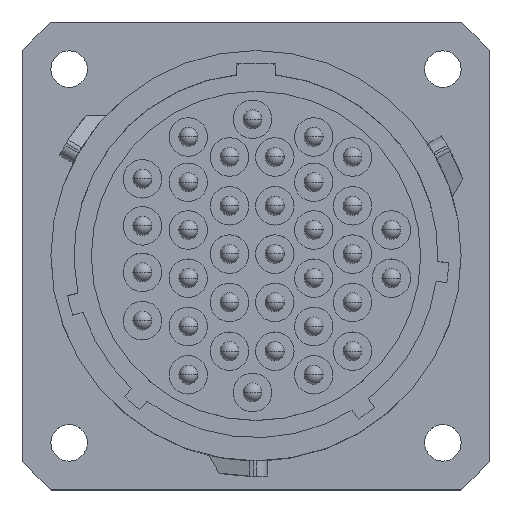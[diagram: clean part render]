
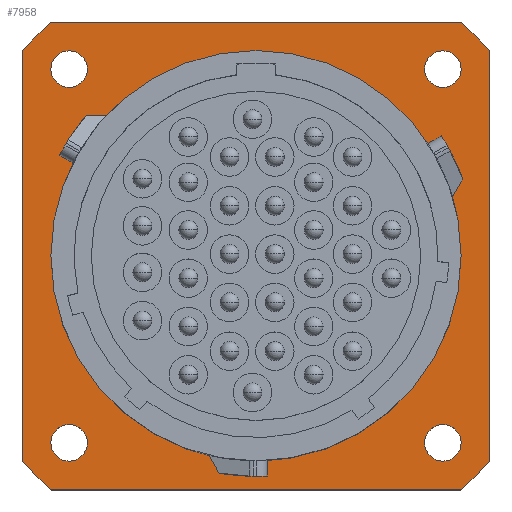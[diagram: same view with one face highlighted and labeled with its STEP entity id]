
A CAD part, top view. The second image highlights one B-rep face of the part: STEP entity #7958.
In plain terms, the highlighted planar face has unit normal (0, 0, 1).
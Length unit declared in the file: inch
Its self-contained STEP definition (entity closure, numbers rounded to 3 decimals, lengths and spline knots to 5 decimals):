
#186=CARTESIAN_POINT('',(0.,0.,0.));
#187=DIRECTION('',(0.,0.,-1.));
#188=DIRECTION('',(1.,0.,0.));
#189=AXIS2_PLACEMENT_3D('',#186,#187,#188);
#234=CARTESIAN_POINT('',(0.,0.,0.));
#235=DIRECTION('',(0.,0.,1.));
#236=DIRECTION('',(1.,0.,0.));
#237=AXIS2_PLACEMENT_3D('',#234,#235,#236);
#309=DIRECTION('',(1.,0.,0.));
#310=VECTOR('',#309,1.36943);
#311=CARTESIAN_POINT('',(-0.68471,0.78248,0.));
#312=LINE('',#311,#310);
#313=CARTESIAN_POINT('',(0.,0.,0.));
#314=DIRECTION('',(0.,0.,-1.));
#315=DIRECTION('',(0.659,0.753,0.));
#316=AXIS2_PLACEMENT_3D('',#313,#314,#315);
#318=DIRECTION('',(0.,-1.,0.));
#319=VECTOR('',#318,1.36943);
#320=CARTESIAN_POINT('',(0.78248,0.68471,0.));
#321=LINE('',#320,#319);
#322=CARTESIAN_POINT('',(0.,0.,0.));
#323=DIRECTION('',(0.,0.,-1.));
#324=DIRECTION('',(0.753,-0.659,0.));
#325=AXIS2_PLACEMENT_3D('',#322,#323,#324);
#327=DIRECTION('',(-1.,0.,0.));
#328=VECTOR('',#327,1.36943);
#329=CARTESIAN_POINT('',(0.68471,-0.78248,0.));
#330=LINE('',#329,#328);
#331=CARTESIAN_POINT('',(0.,0.,0.));
#332=DIRECTION('',(0.,0.,-1.));
#333=DIRECTION('',(-0.659,-0.753,0.));
#334=AXIS2_PLACEMENT_3D('',#331,#332,#333);
#336=DIRECTION('',(0.,1.,0.));
#337=VECTOR('',#336,1.36943);
#338=CARTESIAN_POINT('',(-0.78248,-0.68471,0.));
#339=LINE('',#338,#337);
#340=CARTESIAN_POINT('',(0.,0.,0.));
#341=DIRECTION('',(0.,0.,-1.));
#342=DIRECTION('',(-0.753,0.659,0.));
#343=AXIS2_PLACEMENT_3D('',#340,#341,#342);
#345=CARTESIAN_POINT('',(0.625,0.625,0.));
#346=DIRECTION('',(0.,0.,1.));
#347=DIRECTION('',(1.,0.,0.));
#348=AXIS2_PLACEMENT_3D('',#345,#346,#347);
#350=CARTESIAN_POINT('',(0.625,0.625,0.));
#351=DIRECTION('',(0.,0.,1.));
#352=DIRECTION('',(-1.,0.,0.));
#353=AXIS2_PLACEMENT_3D('',#350,#351,#352);
#355=CARTESIAN_POINT('',(0.625,-0.625,0.));
#356=DIRECTION('',(0.,0.,1.));
#357=DIRECTION('',(1.,0.,0.));
#358=AXIS2_PLACEMENT_3D('',#355,#356,#357);
#360=CARTESIAN_POINT('',(0.625,-0.625,0.));
#361=DIRECTION('',(0.,0.,1.));
#362=DIRECTION('',(-1.,0.,0.));
#363=AXIS2_PLACEMENT_3D('',#360,#361,#362);
#365=CARTESIAN_POINT('',(-0.625,-0.625,0.));
#366=DIRECTION('',(0.,0.,1.));
#367=DIRECTION('',(1.,0.,0.));
#368=AXIS2_PLACEMENT_3D('',#365,#366,#367);
#370=CARTESIAN_POINT('',(-0.625,-0.625,0.));
#371=DIRECTION('',(0.,0.,1.));
#372=DIRECTION('',(-1.,0.,0.));
#373=AXIS2_PLACEMENT_3D('',#370,#371,#372);
#375=CARTESIAN_POINT('',(-0.625,0.625,0.));
#376=DIRECTION('',(0.,0.,1.));
#377=DIRECTION('',(1.,0.,0.));
#378=AXIS2_PLACEMENT_3D('',#375,#376,#377);
#380=CARTESIAN_POINT('',(-0.625,0.625,0.));
#381=DIRECTION('',(0.,0.,1.));
#382=DIRECTION('',(-1.,0.,0.));
#383=AXIS2_PLACEMENT_3D('',#380,#381,#382);
#6366=CARTESIAN_POINT('',(0.68602,0.,0.));
#6368=VERTEX_POINT('',#6366);
#6378=CARTESIAN_POINT('',(-0.68602,0.,0.));
#6380=VERTEX_POINT('',#6378);
#6627=CARTESIAN_POINT('',(-0.68471,0.78248,0.));
#6628=CARTESIAN_POINT('',(0.68471,0.78248,0.));
#6629=VERTEX_POINT('',#6627);
#6630=VERTEX_POINT('',#6628);
#6631=CARTESIAN_POINT('',(0.78248,0.68471,0.));
#6632=CARTESIAN_POINT('',(0.78248,-0.68471,0.));
#6633=VERTEX_POINT('',#6631);
#6634=VERTEX_POINT('',#6632);
#6635=CARTESIAN_POINT('',(0.68471,-0.78248,0.));
#6636=CARTESIAN_POINT('',(-0.68471,-0.78248,0.));
#6637=VERTEX_POINT('',#6635);
#6638=VERTEX_POINT('',#6636);
#6639=CARTESIAN_POINT('',(-0.78248,-0.68471,0.));
#6640=CARTESIAN_POINT('',(-0.78248,0.68471,0.));
#6641=VERTEX_POINT('',#6639);
#6642=VERTEX_POINT('',#6640);
#6659=CARTESIAN_POINT('',(0.68602,0.625,0.));
#6660=CARTESIAN_POINT('',(0.56398,0.625,0.));
#6661=VERTEX_POINT('',#6659);
#6662=VERTEX_POINT('',#6660);
#6663=CARTESIAN_POINT('',(0.68602,-0.625,0.));
#6664=CARTESIAN_POINT('',(0.56398,-0.625,0.));
#6665=VERTEX_POINT('',#6663);
#6666=VERTEX_POINT('',#6664);
#6667=CARTESIAN_POINT('',(-0.56398,-0.625,0.));
#6668=CARTESIAN_POINT('',(-0.68602,-0.625,0.));
#6669=VERTEX_POINT('',#6667);
#6670=VERTEX_POINT('',#6668);
#6671=CARTESIAN_POINT('',(-0.56398,0.625,0.));
#6672=CARTESIAN_POINT('',(-0.68602,0.625,0.));
#6673=VERTEX_POINT('',#6671);
#6674=VERTEX_POINT('',#6672);
#7907=CARTESIAN_POINT('',(0.,0.,0.));
#7908=DIRECTION('',(0.,0.,-1.));
#7909=DIRECTION('',(-1.,0.,0.));
#7910=AXIS2_PLACEMENT_3D('',#7907,#7908,#7909);
#7911=PLANE('',#7910);
#7913=ORIENTED_EDGE('',*,*,#7912,.T.);
#7915=ORIENTED_EDGE('',*,*,#7914,.T.);
#7917=ORIENTED_EDGE('',*,*,#7916,.T.);
#7919=ORIENTED_EDGE('',*,*,#7918,.T.);
#7921=ORIENTED_EDGE('',*,*,#7920,.T.);
#7923=ORIENTED_EDGE('',*,*,#7922,.T.);
#7925=ORIENTED_EDGE('',*,*,#7924,.T.);
#7927=ORIENTED_EDGE('',*,*,#7926,.T.);
#7928=EDGE_LOOP('',(#7913,#7915,#7917,#7919,#7921,#7923,#7925,#7927));
#7929=FACE_OUTER_BOUND('',#7928,.F.);
#7930=ORIENTED_EDGE('',*,*,#7858,.T.);
#7931=ORIENTED_EDGE('',*,*,#7820,.F.);
#7932=EDGE_LOOP('',(#7930,#7931));
#7933=FACE_BOUND('',#7932,.F.);
#7935=ORIENTED_EDGE('',*,*,#7934,.T.);
#7937=ORIENTED_EDGE('',*,*,#7936,.T.);
#7938=EDGE_LOOP('',(#7935,#7937));
#7939=FACE_BOUND('',#7938,.F.);
#7941=ORIENTED_EDGE('',*,*,#7940,.T.);
#7943=ORIENTED_EDGE('',*,*,#7942,.T.);
#7944=EDGE_LOOP('',(#7941,#7943));
#7945=FACE_BOUND('',#7944,.F.);
#7947=ORIENTED_EDGE('',*,*,#7946,.T.);
#7949=ORIENTED_EDGE('',*,*,#7948,.T.);
#7950=EDGE_LOOP('',(#7947,#7949));
#7951=FACE_BOUND('',#7950,.F.);
#7953=ORIENTED_EDGE('',*,*,#7952,.T.);
#7955=ORIENTED_EDGE('',*,*,#7954,.T.);
#7956=EDGE_LOOP('',(#7953,#7955));
#7957=FACE_BOUND('',#7956,.F.);
#7958=ADVANCED_FACE('',(#7929,#7933,#7939,#7945,#7951,#7957),#7911,.F.);
#190=CIRCLE('',#189,0.68602);
#238=CIRCLE('',#237,0.68602);
#317=CIRCLE('',#316,1.03976);
#326=CIRCLE('',#325,1.03976);
#335=CIRCLE('',#334,1.03976);
#344=CIRCLE('',#343,1.03976);
#349=CIRCLE('',#348,0.06102);
#354=CIRCLE('',#353,0.06102);
#359=CIRCLE('',#358,0.06102);
#364=CIRCLE('',#363,0.06102);
#369=CIRCLE('',#368,0.06102);
#374=CIRCLE('',#373,0.06102);
#379=CIRCLE('',#378,0.06102);
#384=CIRCLE('',#383,0.06102);
#7820=EDGE_CURVE('',#6368,#6380,#190,.T.);
#7858=EDGE_CURVE('',#6368,#6380,#238,.T.);
#7912=EDGE_CURVE('',#6629,#6630,#312,.T.);
#7914=EDGE_CURVE('',#6630,#6633,#317,.T.);
#7916=EDGE_CURVE('',#6633,#6634,#321,.T.);
#7918=EDGE_CURVE('',#6634,#6637,#326,.T.);
#7920=EDGE_CURVE('',#6637,#6638,#330,.T.);
#7922=EDGE_CURVE('',#6638,#6641,#335,.T.);
#7924=EDGE_CURVE('',#6641,#6642,#339,.T.);
#7926=EDGE_CURVE('',#6642,#6629,#344,.T.);
#7934=EDGE_CURVE('',#6661,#6662,#349,.T.);
#7936=EDGE_CURVE('',#6662,#6661,#354,.T.);
#7940=EDGE_CURVE('',#6665,#6666,#359,.T.);
#7942=EDGE_CURVE('',#6666,#6665,#364,.T.);
#7946=EDGE_CURVE('',#6669,#6670,#369,.T.);
#7948=EDGE_CURVE('',#6670,#6669,#374,.T.);
#7952=EDGE_CURVE('',#6673,#6674,#379,.T.);
#7954=EDGE_CURVE('',#6674,#6673,#384,.T.);
